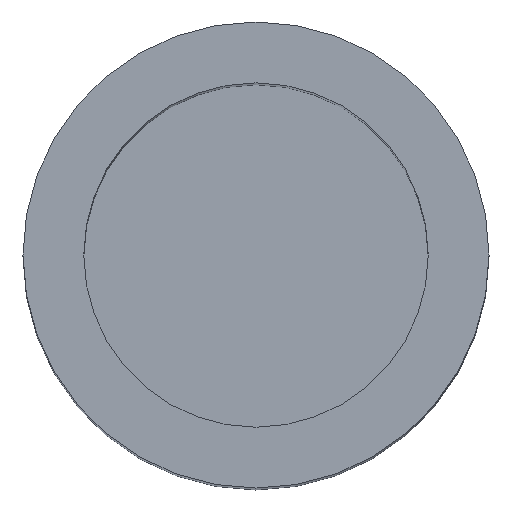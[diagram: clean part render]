
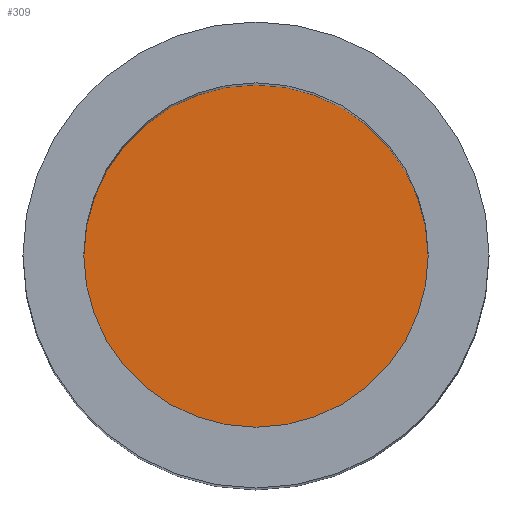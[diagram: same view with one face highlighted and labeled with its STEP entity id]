
A CAD part, top view. The second image highlights one B-rep face of the part: STEP entity #309.
In plain terms, the highlighted planar face has unit normal (0, 0, 1).
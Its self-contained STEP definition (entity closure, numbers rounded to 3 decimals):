
#243 = CYLINDRICAL_SURFACE('',#244,15.);
#244 = AXIS2_PLACEMENT_3D('',#245,#246,#247);
#245 = CARTESIAN_POINT('',(0.,0.,0.));
#246 = DIRECTION('',(-0.,-0.,-1.));
#247 = DIRECTION('',(1.,0.,0.));
#259 = VERTEX_POINT('',#260);
#260 = CARTESIAN_POINT('',(15.,0.,0.));
#283 = EDGE_CURVE('',#259,#259,#284,.T.);
#284 = SURFACE_CURVE('',#285,(#290,#297),.PCURVE_S1.);
#285 = CIRCLE('',#286,15.);
#286 = AXIS2_PLACEMENT_3D('',#287,#288,#289);
#287 = CARTESIAN_POINT('',(0.,0.,0.));
#288 = DIRECTION('',(0.,0.,1.));
#289 = DIRECTION('',(1.,0.,0.));
#290 = PCURVE('',#243,#291);
#291 = DEFINITIONAL_REPRESENTATION('',(#292),#296);
#292 = LINE('',#293,#294);
#293 = CARTESIAN_POINT('',(-0.,0.));
#294 = VECTOR('',#295,1.);
#295 = DIRECTION('',(-1.,0.));
#296 = ( GEOMETRIC_REPRESENTATION_CONTEXT(2) 
PARAMETRIC_REPRESENTATION_CONTEXT() REPRESENTATION_CONTEXT('2D SPACE',''
  ) );
#297 = PCURVE('',#298,#303);
#298 = PLANE('',#299);
#299 = AXIS2_PLACEMENT_3D('',#300,#301,#302);
#300 = CARTESIAN_POINT('',(0.,0.,0.));
#301 = DIRECTION('',(0.,0.,1.));
#302 = DIRECTION('',(1.,0.,0.));
#303 = DEFINITIONAL_REPRESENTATION('',(#304),#308);
#304 = CIRCLE('',#305,15.);
#305 = AXIS2_PLACEMENT_2D('',#306,#307);
#306 = CARTESIAN_POINT('',(0.,0.));
#307 = DIRECTION('',(1.,0.));
#308 = ( GEOMETRIC_REPRESENTATION_CONTEXT(2) 
PARAMETRIC_REPRESENTATION_CONTEXT() REPRESENTATION_CONTEXT('2D SPACE',''
  ) );
#309 = ADVANCED_FACE('',(#310),#298,.T.);
#310 = FACE_BOUND('',#311,.T.);
#311 = EDGE_LOOP('',(#312));
#312 = ORIENTED_EDGE('',*,*,#283,.T.);
